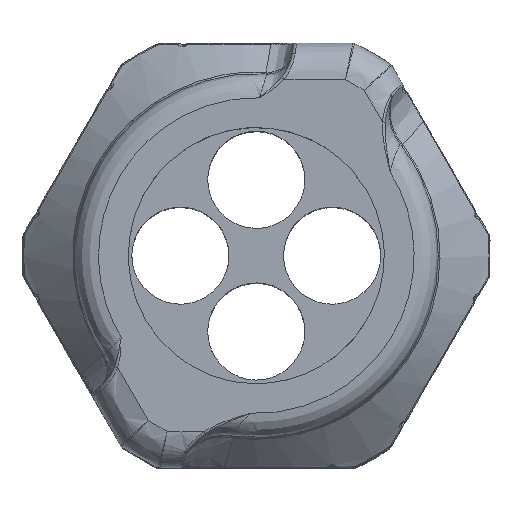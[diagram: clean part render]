
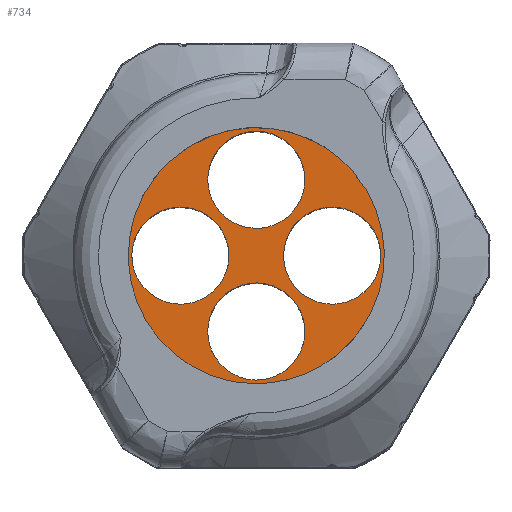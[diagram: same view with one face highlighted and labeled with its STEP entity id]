
A CAD part, top view. The second image highlights one B-rep face of the part: STEP entity #734.
In plain terms, the highlighted planar face has unit normal (0, 0, 1).
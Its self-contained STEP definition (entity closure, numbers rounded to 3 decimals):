
#62=FACE_BOUND('',#2131,.T.);
#63=FACE_BOUND('',#2132,.T.);
#64=FACE_BOUND('',#2133,.T.);
#65=FACE_BOUND('',#2134,.T.);
#734=ADVANCED_FACE('',(#1422,#62,#63,#64,#65),#11300,.T.);
#1422=FACE_OUTER_BOUND('',#2130,.T.);
#2130=EDGE_LOOP('',(#5673,#5674));
#2131=EDGE_LOOP('',(#5675,#5676));
#2132=EDGE_LOOP('',(#5677,#5678));
#2133=EDGE_LOOP('',(#5679,#5680));
#2134=EDGE_LOOP('',(#5681,#5682));
#5673=ORIENTED_EDGE('',*,*,#7617,.F.);
#5674=ORIENTED_EDGE('',*,*,#7618,.F.);
#5675=ORIENTED_EDGE('',*,*,#7641,.T.);
#5676=ORIENTED_EDGE('',*,*,#7619,.T.);
#5677=ORIENTED_EDGE('',*,*,#7644,.T.);
#5678=ORIENTED_EDGE('',*,*,#7637,.T.);
#5679=ORIENTED_EDGE('',*,*,#7621,.T.);
#5680=ORIENTED_EDGE('',*,*,#7620,.T.);
#5681=ORIENTED_EDGE('',*,*,#7648,.T.);
#5682=ORIENTED_EDGE('',*,*,#7622,.T.);
#7617=EDGE_CURVE('',#10695,#10696,#8301,.T.);
#7618=EDGE_CURVE('',#10696,#10695,#8302,.T.);
#7619=EDGE_CURVE('',#10697,#10698,#8303,.T.);
#7620=EDGE_CURVE('',#10701,#10702,#8304,.T.);
#7621=EDGE_CURVE('',#10702,#10701,#8305,.T.);
#7622=EDGE_CURVE('',#10703,#10704,#8306,.T.);
#7637=EDGE_CURVE('',#10699,#10700,#8321,.T.);
#7641=EDGE_CURVE('',#10698,#10697,#8325,.T.);
#7644=EDGE_CURVE('',#10700,#10699,#8328,.T.);
#7648=EDGE_CURVE('',#10704,#10703,#8332,.T.);
#8301=(
BOUNDED_CURVE()
B_SPLINE_CURVE(2,(#38014,#38015,#38016,#38017,#38018),.UNSPECIFIED.,.F.,
 .F.)
B_SPLINE_CURVE_WITH_KNOTS((3,2,3),(-37.385,-18.692,
0.),.UNSPECIFIED.)
CURVE()
GEOMETRIC_REPRESENTATION_ITEM()
RATIONAL_B_SPLINE_CURVE((1.,0.707,1.,0.707,1.))
REPRESENTATION_ITEM('')
);
#8302=(
BOUNDED_CURVE()
B_SPLINE_CURVE(2,(#38019,#38020,#38021,#38022,#38023),.UNSPECIFIED.,.F.,
 .F.)
B_SPLINE_CURVE_WITH_KNOTS((3,2,3),(-37.385,-18.692,
0.),.UNSPECIFIED.)
CURVE()
GEOMETRIC_REPRESENTATION_ITEM()
RATIONAL_B_SPLINE_CURVE((1.,0.707,1.,0.707,1.))
REPRESENTATION_ITEM('')
);
#8303=(
BOUNDED_CURVE()
B_SPLINE_CURVE(2,(#38024,#38025,#38026,#38027,#38028),.UNSPECIFIED.,.F.,
 .F.)
B_SPLINE_CURVE_WITH_KNOTS((3,2,3),(0.,6.283,12.566),
 .UNSPECIFIED.)
CURVE()
GEOMETRIC_REPRESENTATION_ITEM()
RATIONAL_B_SPLINE_CURVE((1.,0.707,1.,0.707,1.))
REPRESENTATION_ITEM('')
);
#8304=(
BOUNDED_CURVE()
B_SPLINE_CURVE(2,(#38029,#38030,#38031,#38032,#38033),.UNSPECIFIED.,.F.,
 .F.)
B_SPLINE_CURVE_WITH_KNOTS((3,2,3),(-0.2,6.083,
12.366),.UNSPECIFIED.)
CURVE()
GEOMETRIC_REPRESENTATION_ITEM()
RATIONAL_B_SPLINE_CURVE((1.,0.707,1.,0.707,1.))
REPRESENTATION_ITEM('')
);
#8305=(
BOUNDED_CURVE()
B_SPLINE_CURVE(2,(#38034,#38035,#38036,#38037,#38038),.UNSPECIFIED.,.F.,
 .F.)
B_SPLINE_CURVE_WITH_KNOTS((3,2,3),(12.366,18.65,24.933),
 .UNSPECIFIED.)
CURVE()
GEOMETRIC_REPRESENTATION_ITEM()
RATIONAL_B_SPLINE_CURVE((1.,0.707,1.,0.707,1.))
REPRESENTATION_ITEM('')
);
#8306=(
BOUNDED_CURVE()
B_SPLINE_CURVE(2,(#38039,#38040,#38041,#38042,#38043),.UNSPECIFIED.,.F.,
 .F.)
B_SPLINE_CURVE_WITH_KNOTS((3,2,3),(-0.2,6.083,
12.366),.UNSPECIFIED.)
CURVE()
GEOMETRIC_REPRESENTATION_ITEM()
RATIONAL_B_SPLINE_CURVE((1.,0.707,1.,0.707,1.))
REPRESENTATION_ITEM('')
);
#8321=(
BOUNDED_CURVE()
B_SPLINE_CURVE(2,(#38102,#38103,#38104,#38105,#38106),.UNSPECIFIED.,.F.,
 .F.)
B_SPLINE_CURVE_WITH_KNOTS((3,2,3),(0.,6.283,12.566),
 .UNSPECIFIED.)
CURVE()
GEOMETRIC_REPRESENTATION_ITEM()
RATIONAL_B_SPLINE_CURVE((1.,0.707,1.,0.707,1.))
REPRESENTATION_ITEM('')
);
#8325=(
BOUNDED_CURVE()
B_SPLINE_CURVE(2,(#38116,#38117,#38118,#38119,#38120),.UNSPECIFIED.,.F.,
 .F.)
B_SPLINE_CURVE_WITH_KNOTS((3,2,3),(12.566,18.849,25.132),
 .UNSPECIFIED.)
CURVE()
GEOMETRIC_REPRESENTATION_ITEM()
RATIONAL_B_SPLINE_CURVE((1.,0.707,1.,0.707,1.))
REPRESENTATION_ITEM('')
);
#8328=(
BOUNDED_CURVE()
B_SPLINE_CURVE(2,(#38128,#38129,#38130,#38131,#38132),.UNSPECIFIED.,.F.,
 .F.)
B_SPLINE_CURVE_WITH_KNOTS((3,2,3),(12.566,18.85,25.133),
 .UNSPECIFIED.)
CURVE()
GEOMETRIC_REPRESENTATION_ITEM()
RATIONAL_B_SPLINE_CURVE((1.,0.707,1.,0.707,1.))
REPRESENTATION_ITEM('')
);
#8332=(
BOUNDED_CURVE()
B_SPLINE_CURVE(2,(#38139,#38140,#38141,#38142,#38143),.UNSPECIFIED.,.F.,
 .F.)
B_SPLINE_CURVE_WITH_KNOTS((3,2,3),(12.366,18.65,24.933),
 .UNSPECIFIED.)
CURVE()
GEOMETRIC_REPRESENTATION_ITEM()
RATIONAL_B_SPLINE_CURVE((1.,0.707,1.,0.707,1.))
REPRESENTATION_ITEM('')
);
#10695=VERTEX_POINT('',#37960);
#10696=VERTEX_POINT('',#37961);
#10697=VERTEX_POINT('',#37962);
#10698=VERTEX_POINT('',#37963);
#10699=VERTEX_POINT('',#37964);
#10700=VERTEX_POINT('',#37965);
#10701=VERTEX_POINT('',#37966);
#10702=VERTEX_POINT('',#37967);
#10703=VERTEX_POINT('',#37968);
#10704=VERTEX_POINT('',#37969);
#11300=PLANE('',#11734);
#11734=AXIS2_PLACEMENT_3D('',#37836,#11887,$);
#11887=DIRECTION('',(0.,0.,1.));
#37836=CARTESIAN_POINT('',(-6.307,0.881,43.638));
#37960=CARTESIAN_POINT('',(-3.838,15.25,43.638));
#37961=CARTESIAN_POINT('',(19.962,15.25,43.638));
#37962=CARTESIAN_POINT('',(7.962,5.001,43.638));
#37963=CARTESIAN_POINT('',(8.162,12.999,43.638));
#37964=CARTESIAN_POINT('',(-2.186,15.35,43.638));
#37965=CARTESIAN_POINT('',(5.811,15.15,43.638));
#37966=CARTESIAN_POINT('',(8.162,25.499,43.638));
#37967=CARTESIAN_POINT('',(7.962,17.501,43.638));
#37968=CARTESIAN_POINT('',(18.311,15.15,43.638));
#37969=CARTESIAN_POINT('',(10.314,15.35,43.638));
#38014=CARTESIAN_POINT('',(-3.838,15.25,43.638));
#38015=CARTESIAN_POINT('',(-3.838,27.15,43.638));
#38016=CARTESIAN_POINT('',(8.062,27.15,43.638));
#38017=CARTESIAN_POINT('',(19.962,27.15,43.638));
#38018=CARTESIAN_POINT('',(19.962,15.25,43.638));
#38019=CARTESIAN_POINT('',(19.962,15.25,43.638));
#38020=CARTESIAN_POINT('',(19.962,3.35,43.638));
#38021=CARTESIAN_POINT('',(8.062,3.35,43.638));
#38022=CARTESIAN_POINT('',(-3.838,3.35,43.638));
#38023=CARTESIAN_POINT('',(-3.838,15.25,43.638));
#38024=CARTESIAN_POINT('',(7.962,5.001,43.638));
#38025=CARTESIAN_POINT('',(3.964,5.101,43.638));
#38026=CARTESIAN_POINT('',(4.064,9.1,43.638));
#38027=CARTESIAN_POINT('',(4.163,13.099,43.638));
#38028=CARTESIAN_POINT('',(8.162,12.999,43.638));
#38029=CARTESIAN_POINT('',(8.162,25.499,43.638));
#38030=CARTESIAN_POINT('',(12.161,25.399,43.638));
#38031=CARTESIAN_POINT('',(12.061,21.4,43.638));
#38032=CARTESIAN_POINT('',(11.961,17.401,43.638));
#38033=CARTESIAN_POINT('',(7.962,17.501,43.638));
#38034=CARTESIAN_POINT('',(7.962,17.501,43.638));
#38035=CARTESIAN_POINT('',(3.964,17.601,43.638));
#38036=CARTESIAN_POINT('',(4.064,21.6,43.638));
#38037=CARTESIAN_POINT('',(4.164,25.599,43.638));
#38038=CARTESIAN_POINT('',(8.162,25.499,43.638));
#38039=CARTESIAN_POINT('',(18.311,15.15,43.638));
#38040=CARTESIAN_POINT('',(18.211,11.151,43.638));
#38041=CARTESIAN_POINT('',(14.212,11.251,43.638));
#38042=CARTESIAN_POINT('',(10.214,11.351,43.638));
#38043=CARTESIAN_POINT('',(10.314,15.35,43.638));
#38102=CARTESIAN_POINT('',(-2.186,15.35,43.638));
#38103=CARTESIAN_POINT('',(-2.086,19.349,43.638));
#38104=CARTESIAN_POINT('',(1.912,19.249,43.638));
#38105=CARTESIAN_POINT('',(5.911,19.149,43.638));
#38106=CARTESIAN_POINT('',(5.811,15.15,43.638));
#38116=CARTESIAN_POINT('',(8.162,12.999,43.638));
#38117=CARTESIAN_POINT('',(12.161,12.899,43.638));
#38118=CARTESIAN_POINT('',(12.061,8.9,43.638));
#38119=CARTESIAN_POINT('',(11.961,4.901,43.638));
#38120=CARTESIAN_POINT('',(7.962,5.001,43.638));
#38128=CARTESIAN_POINT('',(5.811,15.15,43.638));
#38129=CARTESIAN_POINT('',(5.711,11.151,43.638));
#38130=CARTESIAN_POINT('',(1.712,11.251,43.638));
#38131=CARTESIAN_POINT('',(-2.286,11.351,43.638));
#38132=CARTESIAN_POINT('',(-2.186,15.35,43.638));
#38139=CARTESIAN_POINT('',(10.314,15.35,43.638));
#38140=CARTESIAN_POINT('',(10.414,19.349,43.638));
#38141=CARTESIAN_POINT('',(14.412,19.249,43.638));
#38142=CARTESIAN_POINT('',(18.411,19.149,43.638));
#38143=CARTESIAN_POINT('',(18.311,15.15,43.638));
